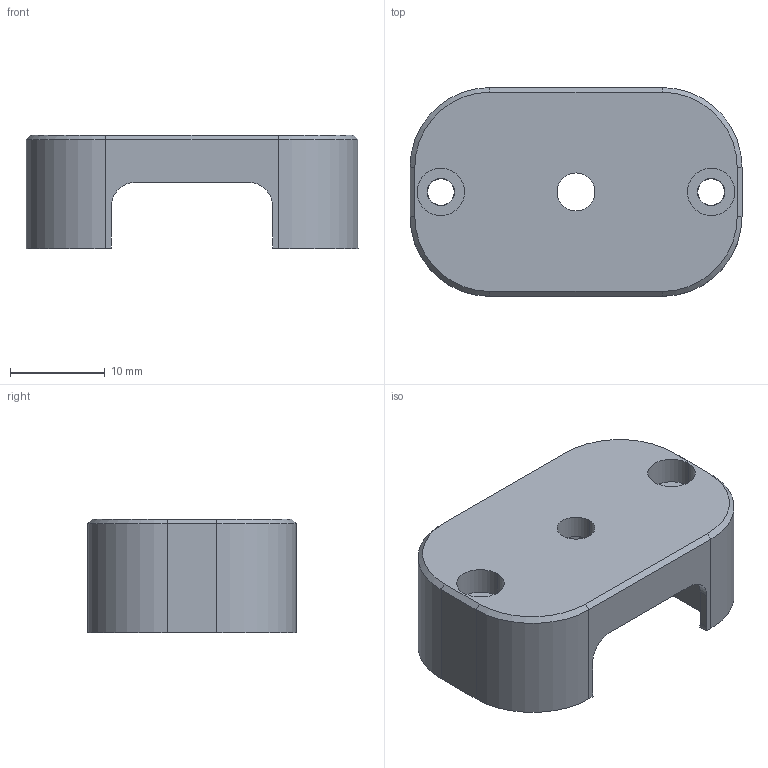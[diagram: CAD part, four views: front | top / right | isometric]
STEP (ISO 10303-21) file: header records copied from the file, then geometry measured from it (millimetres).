
FILE_DESCRIPTION((''),'2;1');
FILE_NAME('TDC_NECK_TENDON_STOP','2021-11-17T17:40:11',('rein_je'),(''),'CREO PARAMETRIC BY PTC INC, 2019471','CREO PARAMETRIC BY PTC INC, 2019471','');
FILE_SCHEMA(('AUTOMOTIVE_DESIGN { 1 0 10303 214 1 1 1 1 }'));
Length unit declared in the file: millimetre
Products named in the file (1): TDC_NECK_TENDON_STOP
Bounding box: 35 x 22 x 12 mm (x, y, z)
Volume: 4147 mm3; surface area: 3172.6 mm2
Topology: 1 solids, 1 shells, 61 faces, 160 edges, 108 vertices
Faces by surface type: plane 29, cylinder 24, cone 8
Entity records: 2907 total; most frequent: DIRECTION 346, CARTESIAN_POINT 327, ORIENTED_EDGE 312, PRESENTATION_STYLE_ASSIGNMENT 223, STYLED_ITEM 223, CURVE_STYLE 161, EDGE_CURVE 156, AXIS2_PLACEMENT_3D 121
